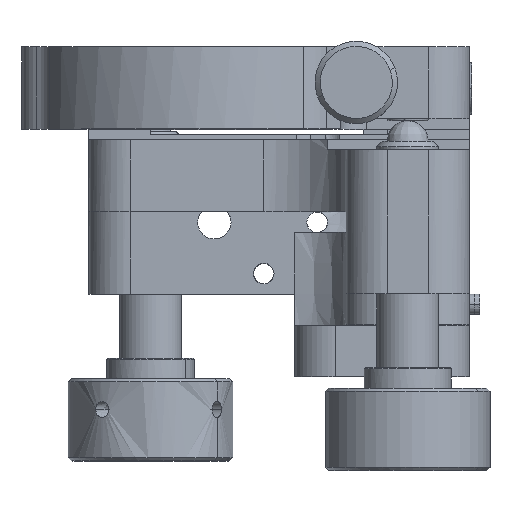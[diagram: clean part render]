
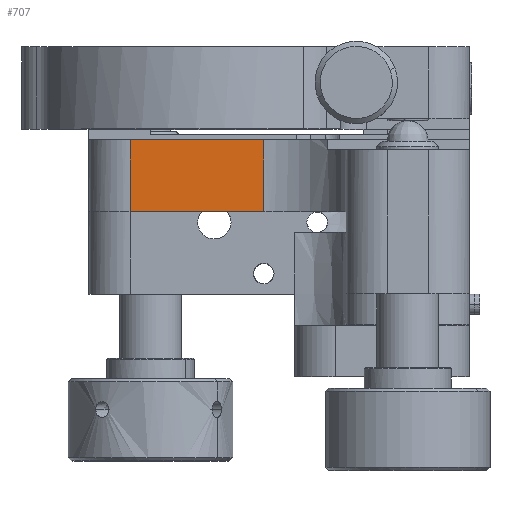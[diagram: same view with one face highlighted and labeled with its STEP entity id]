
A CAD part, top view. The second image highlights one B-rep face of the part: STEP entity #707.
In plain terms, the highlighted free-form (B-spline) face has degree [1, 1] with [2, 2] control points.
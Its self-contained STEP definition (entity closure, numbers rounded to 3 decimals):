
#707=ADVANCED_FACE('',(#1509),#28655,.T.);
#1509=FACE_OUTER_BOUND('',#2350,.T.);
#2350=EDGE_LOOP('',(#4036,#4037,#4038,#4039));
#4036=ORIENTED_EDGE('',*,*,#23979,.F.);
#4037=ORIENTED_EDGE('',*,*,#23720,.F.);
#4038=ORIENTED_EDGE('',*,*,#23980,.T.);
#4039=ORIENTED_EDGE('',*,*,#23923,.F.);
#7891=PCURVE('',#28628,#12253);
#8214=PCURVE('',#28645,#12576);
#8396=PCURVE('',#29159,#12758);
#8398=PCURVE('',#28655,#12760);
#8399=PCURVE('',#28655,#12761);
#8400=PCURVE('',#28655,#12762);
#8401=PCURVE('',#28655,#12763);
#8403=PCURVE('',#29160,#12765);
#12253=DEFINITIONAL_REPRESENTATION('',(#16607),#58683);
#12576=DEFINITIONAL_REPRESENTATION('',(#16962),#58683);
#12758=DEFINITIONAL_REPRESENTATION('',(#17113),#58683);
#12760=DEFINITIONAL_REPRESENTATION('',(#17115),#58683);
#12761=DEFINITIONAL_REPRESENTATION('',(#17116),#58683);
#12762=DEFINITIONAL_REPRESENTATION('',(#17118),#58683);
#12763=DEFINITIONAL_REPRESENTATION('',(#17119),#58683);
#12765=DEFINITIONAL_REPRESENTATION('',(#17121),#58683);
#16606=B_SPLINE_CURVE_WITH_KNOTS('',1,(#34342,#34343),.UNSPECIFIED.,.F.,
 .F.,(2,2),(-13.,0.),.UNSPECIFIED.);
#16607=B_SPLINE_CURVE_WITH_KNOTS('',1,(#34344,#34345),.UNSPECIFIED.,.F.,
 .F.,(2,2),(-13.,0.),.UNSPECIFIED.);
#16961=B_SPLINE_CURVE_WITH_KNOTS('',1,(#36104,#36105),.UNSPECIFIED.,.F.,
 .F.,(2,2),(0.,13.),.UNSPECIFIED.);
#16962=B_SPLINE_CURVE_WITH_KNOTS('',1,(#36106,#36107),.UNSPECIFIED.,.F.,
 .F.,(2,2),(0.,13.),.UNSPECIFIED.);
#17113=B_SPLINE_CURVE_WITH_KNOTS('',1,(#36759,#36760),.UNSPECIFIED.,.F.,
 .F.,(2,2),(0.,7.),.UNSPECIFIED.);
#17115=B_SPLINE_CURVE_WITH_KNOTS('',1,(#36763,#36764),.UNSPECIFIED.,.F.,
 .F.,(2,2),(0.,7.),.UNSPECIFIED.);
#17116=B_SPLINE_CURVE_WITH_KNOTS('',1,(#36765,#36766),.UNSPECIFIED.,.F.,
 .F.,(2,2),(-13.,0.),.UNSPECIFIED.);
#17117=B_SPLINE_CURVE_WITH_KNOTS('',1,(#36767,#36768),.UNSPECIFIED.,.F.,
 .F.,(2,2),(0.,7.),.UNSPECIFIED.);
#17118=B_SPLINE_CURVE_WITH_KNOTS('',1,(#36769,#36770),.UNSPECIFIED.,.F.,
 .F.,(2,2),(0.,7.),.UNSPECIFIED.);
#17119=B_SPLINE_CURVE_WITH_KNOTS('',1,(#36771,#36772),.UNSPECIFIED.,.F.,
 .F.,(2,2),(0.,13.),.UNSPECIFIED.);
#17121=B_SPLINE_CURVE_WITH_KNOTS('',1,(#36775,#36776),.UNSPECIFIED.,.F.,
 .F.,(2,2),(0.,7.),.UNSPECIFIED.);
#21512=SURFACE_CURVE('',#16606,(#7891,#8399),.PCURVE_S1.);
#21715=SURFACE_CURVE('',#16961,(#8214,#8401),.PCURVE_S1.);
#21771=SURFACE_CURVE('',#26194,(#8396,#8398),.PCURVE_S1.);
#21772=SURFACE_CURVE('',#17117,(#8400,#8403),.PCURVE_S1.);
#23720=EDGE_CURVE('',#27289,#27290,#21512,.T.);
#23923=EDGE_CURVE('',#27436,#27437,#21715,.T.);
#23979=EDGE_CURVE('',#27290,#27436,#21771,.T.);
#23980=EDGE_CURVE('',#27289,#27437,#21772,.T.);
#26194=(
BOUNDED_CURVE()
B_SPLINE_CURVE(1,(#36757,#36758),.UNSPECIFIED.,.F.,.F.)
B_SPLINE_CURVE_WITH_KNOTS((2,2),(0.,7.),.UNSPECIFIED.)
CURVE()
GEOMETRIC_REPRESENTATION_ITEM()
RATIONAL_B_SPLINE_CURVE((1.,1.))
REPRESENTATION_ITEM('')
);
#27289=VERTEX_POINT('',#34056);
#27290=VERTEX_POINT('',#34057);
#27436=VERTEX_POINT('',#34203);
#27437=VERTEX_POINT('',#34204);
#28628=B_SPLINE_SURFACE_WITH_KNOTS('',1,1,((#32930,#32931),(#32932,#32933)),
 .UNSPECIFIED.,.F.,.F.,.F.,(2,2),(2,2),(0.,44.64),
(0.,8.64),.UNSPECIFIED.);
#28645=B_SPLINE_SURFACE_WITH_KNOTS('',1,1,((#33630,#33631),(#33632,#33633)),
 .UNSPECIFIED.,.F.,.F.,.F.,(2,2),(2,2),(-44.64,0.),
(0.,50.64),.UNSPECIFIED.);
#28655=B_SPLINE_SURFACE_WITH_KNOTS('',1,1,((#33994,#33995),(#33996,#33997)),
 .UNSPECIFIED.,.F.,.F.,.F.,(2,2),(2,2),(0.,8.64),
(-15.84,0.),.UNSPECIFIED.);
#29159=(
BOUNDED_SURFACE()
B_SPLINE_SURFACE(1,2,((#33976,#33977,#33978,#33979,#33980,#33981,#33982,
#33983,#33984),(#33985,#33986,#33987,#33988,#33989,#33990,#33991,#33992,
#33993)),.UNSPECIFIED.,.F.,.F.,.F.)
B_SPLINE_SURFACE_WITH_KNOTS((2,2),(3,2,2,2,3),(0.,8.64),(0.,
1.571,3.142,4.712,6.283),
 .UNSPECIFIED.)
GEOMETRIC_REPRESENTATION_ITEM()
RATIONAL_B_SPLINE_SURFACE(((1.,0.707,1.,0.707,1.,
0.707,1.,0.707,1.),(1.,0.707,1.,0.707,
1.,0.707,1.,0.707,1.)))
REPRESENTATION_ITEM('')
SURFACE()
);
#29160=(
BOUNDED_SURFACE()
B_SPLINE_SURFACE(2,1,((#33998,#33999),(#34000,#34001),(#34002,#34003),(#34004,
#34005),(#34006,#34007),(#34008,#34009),(#34010,#34011),(#34012,#34013),
(#34014,#34015)),.UNSPECIFIED.,.T.,.F.,.F.)
B_SPLINE_SURFACE_WITH_KNOTS((3,2,2,2,3),(2,2),(0.,1.571,3.142,
4.712,6.283),(0.,8.64),.UNSPECIFIED.)
GEOMETRIC_REPRESENTATION_ITEM()
RATIONAL_B_SPLINE_SURFACE(((1.,1.),(0.707,0.707),
(1.,1.),(0.707,0.707),(1.,1.),(0.707,
0.707),(1.,1.),(0.707,0.707),(1.,1.)))
REPRESENTATION_ITEM('')
SURFACE()
);
#32930=CARTESIAN_POINT('',(118.466,12.705,-1.));
#32931=CARTESIAN_POINT('',(118.466,21.345,-1.));
#32932=CARTESIAN_POINT('',(73.826,12.705,-1.));
#32933=CARTESIAN_POINT('',(73.826,21.345,-1.));
#33630=CARTESIAN_POINT('',(73.826,-10.795,6.));
#33631=CARTESIAN_POINT('',(73.826,39.845,6.));
#33632=CARTESIAN_POINT('',(118.466,-10.795,6.));
#33633=CARTESIAN_POINT('',(118.466,39.845,6.));
#33976=CARTESIAN_POINT('',(94.646,33.525,6.82));
#33977=CARTESIAN_POINT('',(102.646,33.525,6.82));
#33978=CARTESIAN_POINT('',(102.646,25.525,6.82));
#33979=CARTESIAN_POINT('',(102.646,17.525,6.82));
#33980=CARTESIAN_POINT('',(94.646,17.525,6.82));
#33981=CARTESIAN_POINT('',(86.646,17.525,6.82));
#33982=CARTESIAN_POINT('',(86.646,25.525,6.82));
#33983=CARTESIAN_POINT('',(86.646,33.525,6.82));
#33984=CARTESIAN_POINT('',(94.646,33.525,6.82));
#33985=CARTESIAN_POINT('',(94.646,33.525,-1.82));
#33986=CARTESIAN_POINT('',(102.646,33.525,-1.82));
#33987=CARTESIAN_POINT('',(102.646,25.525,-1.82));
#33988=CARTESIAN_POINT('',(102.646,17.525,-1.82));
#33989=CARTESIAN_POINT('',(94.646,17.525,-1.82));
#33990=CARTESIAN_POINT('',(86.646,17.525,-1.82));
#33991=CARTESIAN_POINT('',(86.646,25.525,-1.82));
#33992=CARTESIAN_POINT('',(86.646,33.525,-1.82));
#33993=CARTESIAN_POINT('',(94.646,33.525,-1.82));
#33994=CARTESIAN_POINT('',(80.226,17.525,-1.82));
#33995=CARTESIAN_POINT('',(96.066,17.525,-1.82));
#33996=CARTESIAN_POINT('',(80.226,17.525,6.82));
#33997=CARTESIAN_POINT('',(96.066,17.525,6.82));
#33998=CARTESIAN_POINT('',(81.646,9.525,6.82));
#33999=CARTESIAN_POINT('',(81.646,9.525,-1.82));
#34000=CARTESIAN_POINT('',(77.646,9.525,6.82));
#34001=CARTESIAN_POINT('',(77.646,9.525,-1.82));
#34002=CARTESIAN_POINT('',(77.646,13.525,6.82));
#34003=CARTESIAN_POINT('',(77.646,13.525,-1.82));
#34004=CARTESIAN_POINT('',(77.646,17.525,6.82));
#34005=CARTESIAN_POINT('',(77.646,17.525,-1.82));
#34006=CARTESIAN_POINT('',(81.646,17.525,6.82));
#34007=CARTESIAN_POINT('',(81.646,17.525,-1.82));
#34008=CARTESIAN_POINT('',(85.646,17.525,6.82));
#34009=CARTESIAN_POINT('',(85.646,17.525,-1.82));
#34010=CARTESIAN_POINT('',(85.646,13.525,6.82));
#34011=CARTESIAN_POINT('',(85.646,13.525,-1.82));
#34012=CARTESIAN_POINT('',(85.646,9.525,6.82));
#34013=CARTESIAN_POINT('',(85.646,9.525,-1.82));
#34014=CARTESIAN_POINT('',(81.646,9.525,6.82));
#34015=CARTESIAN_POINT('',(81.646,9.525,-1.82));
#34056=CARTESIAN_POINT('',(81.646,17.525,-1.));
#34057=CARTESIAN_POINT('',(94.646,17.525,-1.));
#34203=CARTESIAN_POINT('',(94.646,17.525,6.));
#34204=CARTESIAN_POINT('',(81.646,17.525,6.));
#34342=CARTESIAN_POINT('',(81.646,17.525,-1.));
#34343=CARTESIAN_POINT('',(94.646,17.525,-1.));
#34344=CARTESIAN_POINT('',(36.82,4.82));
#34345=CARTESIAN_POINT('',(23.82,4.82));
#36104=CARTESIAN_POINT('',(94.646,17.525,6.));
#36105=CARTESIAN_POINT('',(81.646,17.525,6.));
#36106=CARTESIAN_POINT('',(-23.82,28.32));
#36107=CARTESIAN_POINT('',(-36.82,28.32));
#36757=CARTESIAN_POINT('',(94.646,17.525,-1.));
#36758=CARTESIAN_POINT('',(94.646,17.525,6.));
#36759=CARTESIAN_POINT('',(7.82,3.142));
#36760=CARTESIAN_POINT('',(0.82,3.142));
#36763=CARTESIAN_POINT('',(0.82,-1.42));
#36764=CARTESIAN_POINT('',(7.82,-1.42));
#36765=CARTESIAN_POINT('',(0.82,-14.42));
#36766=CARTESIAN_POINT('',(0.82,-1.42));
#36767=CARTESIAN_POINT('',(81.646,17.525,-1.));
#36768=CARTESIAN_POINT('',(81.646,17.525,6.));
#36769=CARTESIAN_POINT('',(0.82,-14.42));
#36770=CARTESIAN_POINT('',(7.82,-14.42));
#36771=CARTESIAN_POINT('',(7.82,-1.42));
#36772=CARTESIAN_POINT('',(7.82,-14.42));
#36775=CARTESIAN_POINT('',(3.142,7.82));
#36776=CARTESIAN_POINT('',(3.142,0.82));
#58683=(
GEOMETRIC_REPRESENTATION_CONTEXT(2)
PARAMETRIC_REPRESENTATION_CONTEXT()
REPRESENTATION_CONTEXT('pspace','')
);
